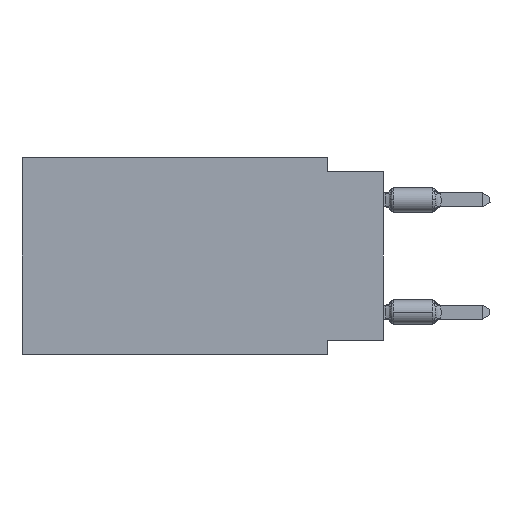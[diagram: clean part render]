
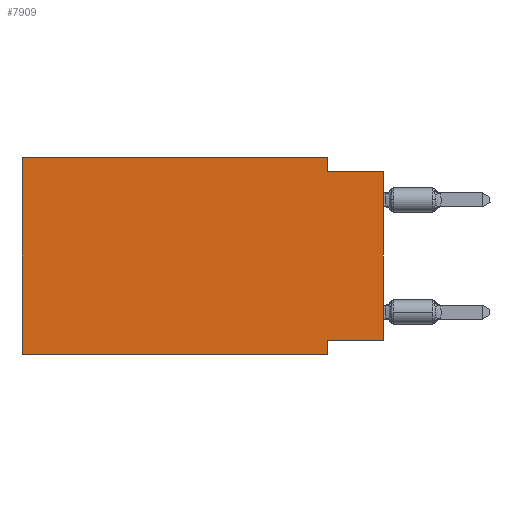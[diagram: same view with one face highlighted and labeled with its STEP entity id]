
A CAD part, left-side view. The second image highlights one B-rep face of the part: STEP entity #7909.
In plain terms, the highlighted planar face has unit normal (-1, 0, 0).
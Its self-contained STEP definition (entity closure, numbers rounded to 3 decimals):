
#797 = AXIS2_PLACEMENT_3D ( 'NONE', #10444, #21081, #7805 ) ;
#1411 = VECTOR ( 'NONE', #24116, 1000. ) ;
#1798 = EDGE_CURVE ( 'NONE', #16708, #24218, #21920, .T. ) ;
#2319 = CARTESIAN_POINT ( 'NONE',  ( 0., 2.54, -0.635 ) ) ;
#2471 = CARTESIAN_POINT ( 'NONE',  ( 0., 16.383, 0. ) ) ;
#4947 = CARTESIAN_POINT ( 'NONE',  ( 0., 16.383, -8.89 ) ) ;
#5289 = VECTOR ( 'NONE', #5872, 1000. ) ;
#5523 = CARTESIAN_POINT ( 'NONE',  ( 0., 16.383, -8.89 ) ) ;
#5714 = EDGE_CURVE ( 'NONE', #16708, #9932, #25472, .T. ) ;
#5833 = LINE ( 'NONE', #21878, #25460 ) ;
#5872 = DIRECTION ( 'NONE',  ( 0., -1., 0. ) ) ;
#5886 = VECTOR ( 'NONE', #10853, 1000. ) ;
#7085 = LINE ( 'NONE', #31322, #30270 ) ;
#7356 = CARTESIAN_POINT ( 'NONE',  ( 0., 2.54, 0. ) ) ;
#7805 = DIRECTION ( 'NONE',  ( 0., 0., -1. ) ) ;
#7909 = ADVANCED_FACE ( 'NONE', ( #13060 ), #34311, .F. ) ;
#8290 = ORIENTED_EDGE ( 'NONE', *, *, #5714, .F. ) ;
#8805 = DIRECTION ( 'NONE',  ( 0., 0., -1. ) ) ;
#9711 = DIRECTION ( 'NONE',  ( 0., 0., 1. ) ) ;
#9932 = VERTEX_POINT ( 'NONE', #17497 ) ;
#10320 = CARTESIAN_POINT ( 'NONE',  ( 0., 2.54, -8.89 ) ) ;
#10444 = CARTESIAN_POINT ( 'NONE',  ( 0., 16.383, 0. ) ) ;
#10853 = DIRECTION ( 'NONE',  ( 0., 1., 0. ) ) ;
#11184 = EDGE_CURVE ( 'NONE', #9932, #26563, #28840, .T. ) ;
#11450 = ORIENTED_EDGE ( 'NONE', *, *, #11184, .F. ) ;
#11777 = LINE ( 'NONE', #17010, #16403 ) ;
#12103 = ORIENTED_EDGE ( 'NONE', *, *, #28098, .F. ) ;
#12192 = EDGE_CURVE ( 'NONE', #26563, #16754, #11777, .T. ) ;
#12203 = CARTESIAN_POINT ( 'NONE',  ( 0., 16.383, 0. ) ) ;
#13060 = FACE_OUTER_BOUND ( 'NONE', #25016, .T. ) ;
#13304 = ORIENTED_EDGE ( 'NONE', *, *, #20415, .T. ) ;
#13770 = EDGE_CURVE ( 'NONE', #20554, #23143, #21309, .T. ) ;
#14872 = CARTESIAN_POINT ( 'NONE',  ( 0., 2.54, -8.255 ) ) ;
#15767 = ORIENTED_EDGE ( 'NONE', *, *, #31781, .F. ) ;
#16088 = CARTESIAN_POINT ( 'NONE',  ( 0., 0., -8.255 ) ) ;
#16136 = DIRECTION ( 'NONE',  ( 0., 0., 1. ) ) ;
#16403 = VECTOR ( 'NONE', #24679, 1000. ) ;
#16708 = VERTEX_POINT ( 'NONE', #4947 ) ;
#16754 = VERTEX_POINT ( 'NONE', #2319 ) ;
#17010 = CARTESIAN_POINT ( 'NONE',  ( 0., 2.54, 0. ) ) ;
#17497 = CARTESIAN_POINT ( 'NONE',  ( 0., 16.383, 0. ) ) ;
#20415 = EDGE_CURVE ( 'NONE', #20554, #26304, #7085, .T. ) ;
#20554 = VERTEX_POINT ( 'NONE', #27131 ) ;
#21081 = DIRECTION ( 'NONE',  ( 1., 0., 0. ) ) ;
#21309 = LINE ( 'NONE', #16088, #5886 ) ;
#21878 = CARTESIAN_POINT ( 'NONE',  ( 0., 2.54, -8.89 ) ) ;
#21920 = LINE ( 'NONE', #5523, #5289 ) ;
#23143 = VERTEX_POINT ( 'NONE', #14872 ) ;
#24116 = DIRECTION ( 'NONE',  ( 0., -1., 0. ) ) ;
#24218 = VERTEX_POINT ( 'NONE', #10320 ) ;
#24679 = DIRECTION ( 'NONE',  ( 0., 0., -1. ) ) ;
#25016 = EDGE_LOOP ( 'NONE', ( #13304, #15767, #29059, #11450, #8290, #29166, #12103, #27404 ) ) ;
#25235 = DIRECTION ( 'NONE',  ( 0., -1., 0. ) ) ;
#25460 = VECTOR ( 'NONE', #8805, 1000. ) ;
#25472 = LINE ( 'NONE', #12203, #25846 ) ;
#25846 = VECTOR ( 'NONE', #16136, 1000. ) ;
#26304 = VERTEX_POINT ( 'NONE', #27635 ) ;
#26563 = VERTEX_POINT ( 'NONE', #7356 ) ;
#27131 = CARTESIAN_POINT ( 'NONE',  ( 0., 0., -8.255 ) ) ;
#27404 = ORIENTED_EDGE ( 'NONE', *, *, #13770, .F. ) ;
#27635 = CARTESIAN_POINT ( 'NONE',  ( 0., 0., -0.635 ) ) ;
#28098 = EDGE_CURVE ( 'NONE', #23143, #24218, #5833, .T. ) ;
#28361 = LINE ( 'NONE', #32893, #28914 ) ;
#28840 = LINE ( 'NONE', #2471, #1411 ) ;
#28914 = VECTOR ( 'NONE', #25235, 1000. ) ;
#29059 = ORIENTED_EDGE ( 'NONE', *, *, #12192, .F. ) ;
#29166 = ORIENTED_EDGE ( 'NONE', *, *, #1798, .T. ) ;
#30270 = VECTOR ( 'NONE', #9711, 1000. ) ;
#31322 = CARTESIAN_POINT ( 'NONE',  ( 0., 0., 0. ) ) ;
#31781 = EDGE_CURVE ( 'NONE', #16754, #26304, #28361, .T. ) ;
#32893 = CARTESIAN_POINT ( 'NONE',  ( 0., 0., -0.635 ) ) ;
#34311 = PLANE ( 'NONE',  #797 ) ;
